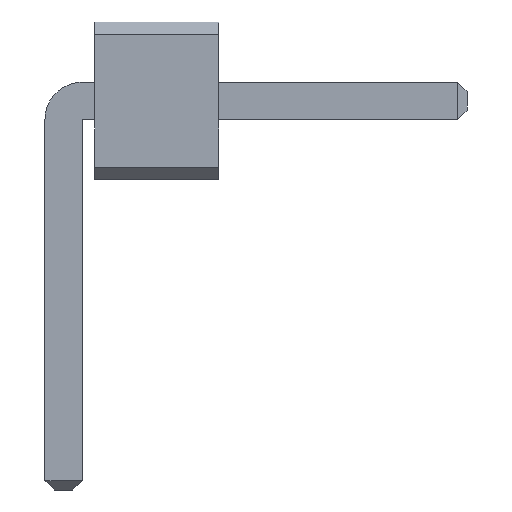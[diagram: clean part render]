
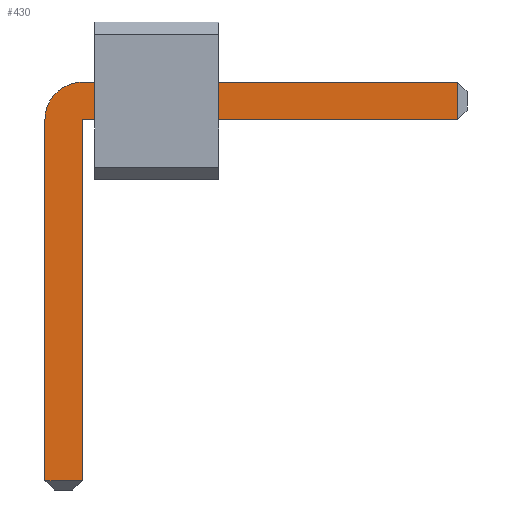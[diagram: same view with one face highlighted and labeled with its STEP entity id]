
A CAD part, front view. The second image highlights one B-rep face of the part: STEP entity #430.
In plain terms, the highlighted planar face has unit normal (0, -1, 0).
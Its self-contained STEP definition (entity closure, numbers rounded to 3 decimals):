
#13=DIRECTION('',(0.,0.,1.));
#100=VECTOR('',#13,1.);
#180=VECTOR('',#181,1.);
#181=DIRECTION('',(0.,0.,-1.));
#234=VECTOR('',#235,1.);
#235=DIRECTION('',(1.,0.,0.));
#247=VECTOR('',#248,1.);
#248=DIRECTION('',(-1.,0.,0.));
#269=DIRECTION('',(-0.,1.,0.));
#273=DIRECTION('',(0.,1.,0.));
#274=DIRECTION('',(0.,0.,1.));
#281=VERTEX_POINT('',#282);
#282=CARTESIAN_POINT('',(0.15,-0.15,0.785));
#284=ORIENTED_EDGE('',*,*,#285,.T.);
#285=EDGE_CURVE('',#281,#286,#288,.T.);
#286=VERTEX_POINT('',#287);
#287=CARTESIAN_POINT('',(3.175,-0.15,0.785));
#288=LINE('',#289,#234);
#289=CARTESIAN_POINT('',(-0.15,-0.15,0.785));
#326=EDGE_CURVE('',#327,#281,#329,.T.);
#327=VERTEX_POINT('',#328);
#328=CARTESIAN_POINT('',(-0.15,-0.15,0.485));
#329=CIRCLE('',#330,0.3);
#330=AXIS2_PLACEMENT_3D('',#331,#269,#181);
#331=CARTESIAN_POINT('',(0.15,-0.15,0.485));
#343=VERTEX_POINT('',#344);
#344=CARTESIAN_POINT('',(3.175,-0.15,0.485));
#346=ORIENTED_EDGE('',*,*,#347,.T.);
#347=EDGE_CURVE('',#343,#348,#349,.T.);
#348=VERTEX_POINT('',#331);
#349=LINE('',#350,#247);
#350=CARTESIAN_POINT('',(3.25,-0.15,0.485));
#362=VERTEX_POINT('',#363);
#363=CARTESIAN_POINT('',(-0.15,-0.15,-2.425));
#365=ORIENTED_EDGE('',*,*,#366,.T.);
#366=EDGE_CURVE('',#362,#327,#367,.T.);
#367=LINE('',#368,#100);
#368=CARTESIAN_POINT('',(-0.15,-0.15,-2.5));
#376=ORIENTED_EDGE('',*,*,#377,.T.);
#377=EDGE_CURVE('',#348,#378,#380,.T.);
#378=VERTEX_POINT('',#379);
#379=CARTESIAN_POINT('',(0.15,-0.15,-2.425));
#380=LINE('',#331,#180);
#430=ADVANCED_FACE('',(#431),#440,.F.);
#431=FACE_BOUND('',#432,.F.);
#432=EDGE_LOOP('',(#284,#433,#346,#376,#436,#365,#439));
#433=ORIENTED_EDGE('',*,*,#434,.T.);
#434=EDGE_CURVE('',#286,#343,#435,.T.);
#435=LINE('',#287,#180);
#436=ORIENTED_EDGE('',*,*,#437,.T.);
#437=EDGE_CURVE('',#378,#362,#438,.T.);
#438=LINE('',#379,#247);
#439=ORIENTED_EDGE('',*,*,#326,.T.);
#440=PLANE('',#441);
#441=AXIS2_PLACEMENT_3D('',#442,#273,#274);
#442=CARTESIAN_POINT('',(0.858,-0.15,-0.165));
